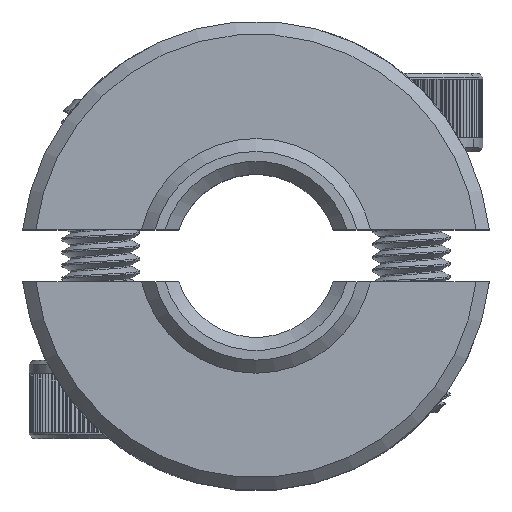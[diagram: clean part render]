
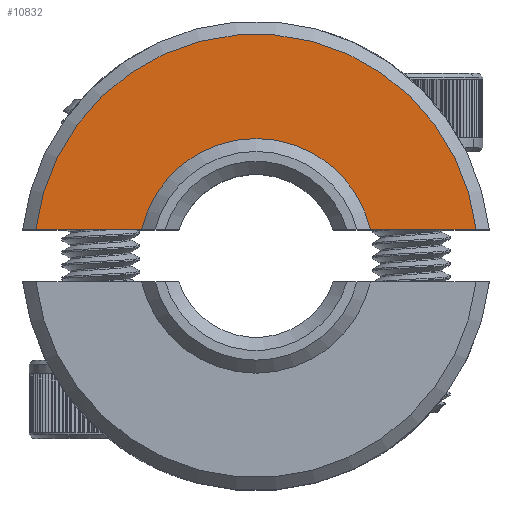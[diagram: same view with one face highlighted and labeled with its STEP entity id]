
A CAD part, top view. The second image highlights one B-rep face of the part: STEP entity #10832.
In plain terms, the highlighted planar face has unit normal (0, 0, 1).
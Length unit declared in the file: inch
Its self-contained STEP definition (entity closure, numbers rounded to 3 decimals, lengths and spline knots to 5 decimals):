
#348 = DIRECTION ( 'NONE',  ( 1., 0., 0. ) ) ;
#606 = VERTEX_POINT ( 'NONE', #1334 ) ;
#700 = CARTESIAN_POINT ( 'NONE',  ( 0.35433, 0.03937, 0.1378 ) ) ;
#884 = DIRECTION ( 'NONE',  ( 1., 0., 0. ) ) ;
#1334 = CARTESIAN_POINT ( 'NONE',  ( -0.17274, 0.03937, 0.1378 ) ) ;
#1590 = CARTESIAN_POINT ( 'NONE',  ( 0., 0., 0.1378 ) ) ;
#2126 = CARTESIAN_POINT ( 'NONE',  ( 0., 0., 0.1378 ) ) ;
#3357 = LINE ( 'NONE', #700, #10685 ) ;
#3457 = DIRECTION ( 'NONE',  ( 1., 0., 0. ) ) ;
#3868 = VERTEX_POINT ( 'NONE', #7105 ) ;
#4004 = VERTEX_POINT ( 'NONE', #7356 ) ;
#4569 = ORIENTED_EDGE ( 'NONE', *, *, #11663, .T. ) ;
#4895 = VERTEX_POINT ( 'NONE', #7908 ) ;
#6042 = DIRECTION ( 'NONE',  ( 0., 0., 1. ) ) ;
#7105 = CARTESIAN_POINT ( 'NONE',  ( 0.17274, 0.03937, 0.1378 ) ) ;
#7153 = ORIENTED_EDGE ( 'NONE', *, *, #14202, .T. ) ;
#7194 = DIRECTION ( 'NONE',  ( 0., 0., 1. ) ) ;
#7356 = CARTESIAN_POINT ( 'NONE',  ( 0.33232, 0.03937, 0.1378 ) ) ;
#7908 = CARTESIAN_POINT ( 'NONE',  ( -0.33232, 0.03937, 0.1378 ) ) ;
#8446 = FACE_OUTER_BOUND ( 'NONE', #10849, .T. ) ;
#8551 = AXIS2_PLACEMENT_3D ( 'NONE', #8620, #6042, #3457 ) ;
#8562 = VECTOR ( 'NONE', #14702, 39.37008 ) ;
#8620 = CARTESIAN_POINT ( 'NONE',  ( 0., 0., 0.1378 ) ) ;
#10136 = AXIS2_PLACEMENT_3D ( 'NONE', #1590, #11765, #348 ) ;
#10683 = CIRCLE ( 'NONE', #8551, 0.33465 ) ;
#10685 = VECTOR ( 'NONE', #16140, 39.37008 ) ;
#10832 = ADVANCED_FACE ( 'NONE', ( #8446 ), #13559, .T. ) ;
#10849 = EDGE_LOOP ( 'NONE', ( #4569, #7153, #14836, #14752 ) ) ;
#10957 = AXIS2_PLACEMENT_3D ( 'NONE', #2126, #7194, #884 ) ;
#11663 = EDGE_CURVE ( 'NONE', #3868, #4004, #16117, .T. ) ;
#11765 = DIRECTION ( 'NONE',  ( 0., 0., -1. ) ) ;
#12270 = CARTESIAN_POINT ( 'NONE',  ( 0.35433, 0.03937, 0.1378 ) ) ;
#13559 = PLANE ( 'NONE',  #10957 ) ;
#14202 = EDGE_CURVE ( 'NONE', #4004, #4895, #10683, .T. ) ;
#14702 = DIRECTION ( 'NONE',  ( 1., 0., 0. ) ) ;
#14752 = ORIENTED_EDGE ( 'NONE', *, *, #15315, .T. ) ;
#14836 = ORIENTED_EDGE ( 'NONE', *, *, #16305, .T. ) ;
#15222 = CIRCLE ( 'NONE', #10136, 0.17717 ) ;
#15315 = EDGE_CURVE ( 'NONE', #606, #3868, #15222, .T. ) ;
#16117 = LINE ( 'NONE', #12270, #8562 ) ;
#16140 = DIRECTION ( 'NONE',  ( 1., 0., 0. ) ) ;
#16305 = EDGE_CURVE ( 'NONE', #4895, #606, #3357, .T. ) ;
